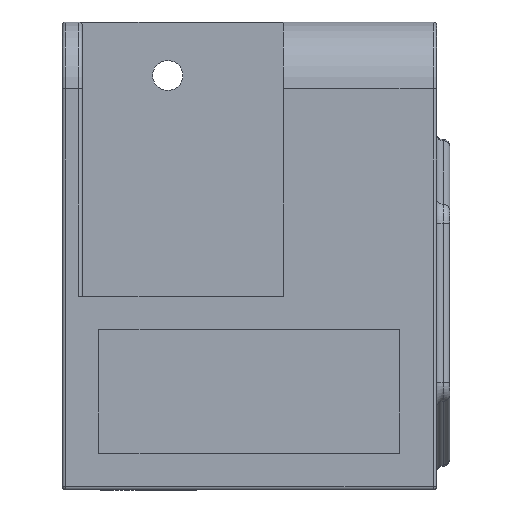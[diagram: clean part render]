
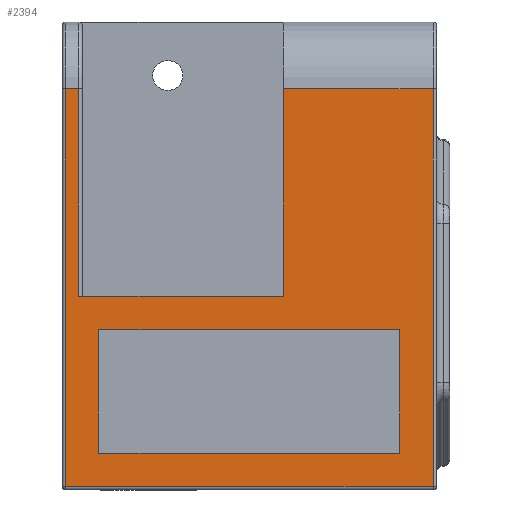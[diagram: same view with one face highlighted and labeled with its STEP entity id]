
A CAD part, left-side view. The second image highlights one B-rep face of the part: STEP entity #2394.
In plain terms, the highlighted planar face has unit normal (-1, 0, 0).
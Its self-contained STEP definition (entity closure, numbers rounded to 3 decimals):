
#49=FACE_BOUND('',#419,.T.);
#180=PLANE('',#2621);
#276=FACE_OUTER_BOUND('',#418,.T.);
#418=EDGE_LOOP('',(#1989,#1990,#1991,#1992,#1993,#1994,#1995,#1996));
#419=EDGE_LOOP('',(#1997,#1998,#1999,#2000));
#514=LINE('',#3545,#721);
#520=LINE('',#3560,#727);
#571=LINE('',#3718,#778);
#575=LINE('',#3726,#782);
#578=LINE('',#3732,#785);
#581=LINE('',#3737,#788);
#640=LINE('',#3889,#847);
#643=LINE('',#3911,#850);
#645=LINE('',#3921,#852);
#647=LINE('',#3938,#854);
#650=LINE('',#3951,#857);
#651=LINE('',#3952,#858);
#721=VECTOR('',#2805,10.);
#727=VECTOR('',#2817,1000.);
#778=VECTOR('',#2962,10.);
#782=VECTOR('',#2968,10.);
#785=VECTOR('',#2973,10.);
#788=VECTOR('',#2978,10.);
#847=VECTOR('',#3139,10.);
#850=VECTOR('',#3168,10.);
#852=VECTOR('',#3180,10.);
#854=VECTOR('',#3200,10.);
#857=VECTOR('',#3219,10.);
#858=VECTOR('',#3220,10.);
#1058=VERTEX_POINT('',#3542);
#1059=VERTEX_POINT('',#3544);
#1065=VERTEX_POINT('',#3558);
#1124=VERTEX_POINT('',#3716);
#1125=VERTEX_POINT('',#3717);
#1128=VERTEX_POINT('',#3725);
#1130=VERTEX_POINT('',#3731);
#1173=VERTEX_POINT('',#3887);
#1178=VERTEX_POINT('',#3907);
#1179=VERTEX_POINT('',#3909);
#1182=VERTEX_POINT('',#3919);
#1188=VERTEX_POINT('',#3936);
#1281=EDGE_CURVE('',#1058,#1059,#514,.T.);
#1289=EDGE_CURVE('',#1065,#1058,#520,.T.);
#1368=EDGE_CURVE('',#1124,#1125,#571,.T.);
#1372=EDGE_CURVE('',#1128,#1124,#575,.T.);
#1375=EDGE_CURVE('',#1130,#1128,#578,.T.);
#1378=EDGE_CURVE('',#1125,#1130,#581,.T.);
#1453=EDGE_CURVE('',#1173,#1065,#640,.T.);
#1464=EDGE_CURVE('',#1179,#1178,#643,.T.);
#1469=EDGE_CURVE('',#1182,#1179,#645,.T.);
#1477=EDGE_CURVE('',#1188,#1182,#647,.T.);
#1484=EDGE_CURVE('',#1178,#1173,#650,.T.);
#1485=EDGE_CURVE('',#1188,#1059,#651,.T.);
#1989=ORIENTED_EDGE('',*,*,#1453,.F.);
#1990=ORIENTED_EDGE('',*,*,#1484,.F.);
#1991=ORIENTED_EDGE('',*,*,#1464,.F.);
#1992=ORIENTED_EDGE('',*,*,#1469,.F.);
#1993=ORIENTED_EDGE('',*,*,#1477,.F.);
#1994=ORIENTED_EDGE('',*,*,#1485,.T.);
#1995=ORIENTED_EDGE('',*,*,#1281,.F.);
#1996=ORIENTED_EDGE('',*,*,#1289,.F.);
#1997=ORIENTED_EDGE('',*,*,#1368,.T.);
#1998=ORIENTED_EDGE('',*,*,#1378,.T.);
#1999=ORIENTED_EDGE('',*,*,#1375,.T.);
#2000=ORIENTED_EDGE('',*,*,#1372,.T.);
#2394=ADVANCED_FACE('',(#276,#49),#180,.F.);
#2621=AXIS2_PLACEMENT_3D('',#3950,#3217,#3218);
#2805=DIRECTION('',(0.,0.,1.));
#2817=DIRECTION('',(0.,-1.,0.));
#2962=DIRECTION('',(0.,-1.,0.));
#2968=DIRECTION('',(0.,0.,1.));
#2973=DIRECTION('',(0.,1.,0.));
#2978=DIRECTION('',(0.,0.,-1.));
#3139=DIRECTION('',(0.,0.,-1.));
#3168=DIRECTION('',(0.,0.,1.));
#3180=DIRECTION('',(0.,1.,0.));
#3200=DIRECTION('',(0.,0.,-1.));
#3217=DIRECTION('center_axis',(1.,0.,0.));
#3218=DIRECTION('ref_axis',(0.,0.,-1.));
#3219=DIRECTION('',(0.,-1.,0.));
#3220=DIRECTION('',(0.,1.,0.));
#3542=CARTESIAN_POINT('',(-58.5,-5.1,29.));
#3544=CARTESIAN_POINT('',(-58.5,-5.1,60.));
#3545=CARTESIAN_POINT('',(-58.5,-5.1,29.));
#3558=CARTESIAN_POINT('',(-58.5,25.5,29.));
#3560=CARTESIAN_POINT('',(-58.5,-27.,29.));
#3716=CARTESIAN_POINT('',(-58.5,22.5,24.));
#3717=CARTESIAN_POINT('',(-58.5,-22.5,24.));
#3718=CARTESIAN_POINT('',(-58.5,-2.25,24.));
#3725=CARTESIAN_POINT('',(-58.5,22.5,5.5));
#3726=CARTESIAN_POINT('',(-58.5,22.5,37.75));
#3731=CARTESIAN_POINT('',(-58.5,-22.5,5.5));
#3732=CARTESIAN_POINT('',(-58.5,-24.75,5.5));
#3737=CARTESIAN_POINT('',(-58.5,-22.5,47.));
#3887=CARTESIAN_POINT('',(-58.5,25.5,60.));
#3889=CARTESIAN_POINT('',(-58.5,25.5,70.));
#3907=CARTESIAN_POINT('',(-58.5,27.5,60.));
#3909=CARTESIAN_POINT('',(-58.5,27.5,0.5));
#3911=CARTESIAN_POINT('',(-58.5,27.5,70.));
#3919=CARTESIAN_POINT('',(-58.5,-27.5,0.5));
#3921=CARTESIAN_POINT('',(-58.5,-13.5,0.5));
#3936=CARTESIAN_POINT('',(-58.5,-27.5,60.));
#3938=CARTESIAN_POINT('',(-58.5,-27.5,70.));
#3950=CARTESIAN_POINT('Origin',(-58.5,-27.,70.));
#3951=CARTESIAN_POINT('',(-58.5,-13.5,60.));
#3952=CARTESIAN_POINT('',(-58.5,-25.,60.));
